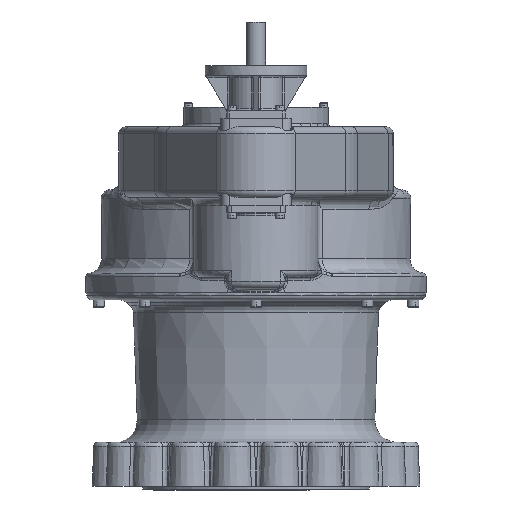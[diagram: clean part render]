
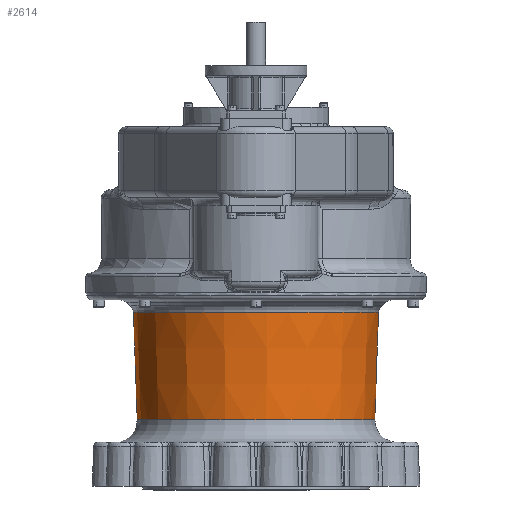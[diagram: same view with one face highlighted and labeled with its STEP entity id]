
A CAD part, left-side view. The second image highlights one B-rep face of the part: STEP entity #2614.
In plain terms, the highlighted conical face has half-angle 2 degrees and reference radius 245 mm.
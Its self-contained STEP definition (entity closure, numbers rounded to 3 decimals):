
#2614 = ADVANCED_FACE( '', ( #7730, #7731 ), #7732, .T. );
#7730 = FACE_BOUND( '', #16423, .T. );
#7731 = FACE_OUTER_BOUND( '', #16424, .T. );
#7732 = CONICAL_SURFACE( '', #16425, 245., 0.035 );
#16423 = EDGE_LOOP( '', ( #62316 ) );
#16424 = EDGE_LOOP( '', ( #62317 ) );
#16425 = AXIS2_PLACEMENT_3D( '', #62318, #62319, #62320 );
#62316 = ORIENTED_EDGE( '', *, *, #84297, .T. );
#62317 = ORIENTED_EDGE( '', *, *, #84298, .T. );
#62318 = CARTESIAN_POINT( '', ( 0., 0., -309. ) );
#62319 = DIRECTION( '', ( 0., 0., 1. ) );
#62320 = DIRECTION( '', ( 0.707, 0.707, 0. ) );
#84297 = EDGE_CURVE( '', #93349, #93349, #93350, .T. );
#84298 = EDGE_CURVE( '', #93351, #93351, #93352, .T. );
#93349 = VERTEX_POINT( '', #107170 );
#93350 = CIRCLE( '', #107171, 246.626 );
#93351 = VERTEX_POINT( '', #107172 );
#93352 = CIRCLE( '', #107173, 254.381 );
#107170 = CARTESIAN_POINT( '', ( 174.391, 174.391, -262.43 ) );
#107171 = AXIS2_PLACEMENT_3D( '', #146280, #146281, #146282 );
#107172 = CARTESIAN_POINT( '', ( -179.874, -179.874, -40.367 ) );
#107173 = AXIS2_PLACEMENT_3D( '', #146283, #146284, #146285 );
#146280 = CARTESIAN_POINT( '', ( 0., 0., -262.43 ) );
#146281 = DIRECTION( '', ( 0., 0., 1. ) );
#146282 = DIRECTION( '', ( 0.707, 0.707, 0. ) );
#146283 = CARTESIAN_POINT( '', ( 0., 0., -40.367 ) );
#146284 = DIRECTION( '', ( 0., 0., -1. ) );
#146285 = DIRECTION( '', ( -0.707, -0.707, 0. ) );
